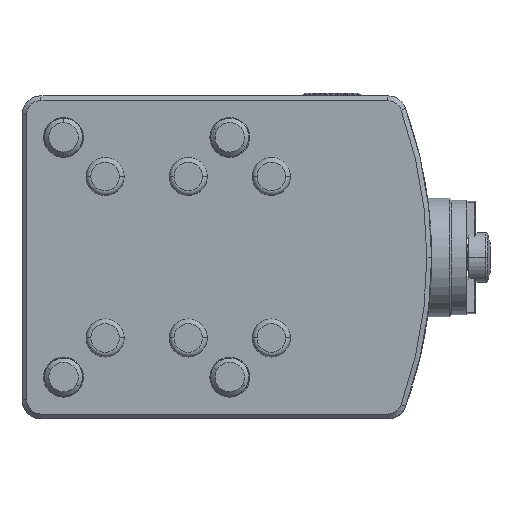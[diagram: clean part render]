
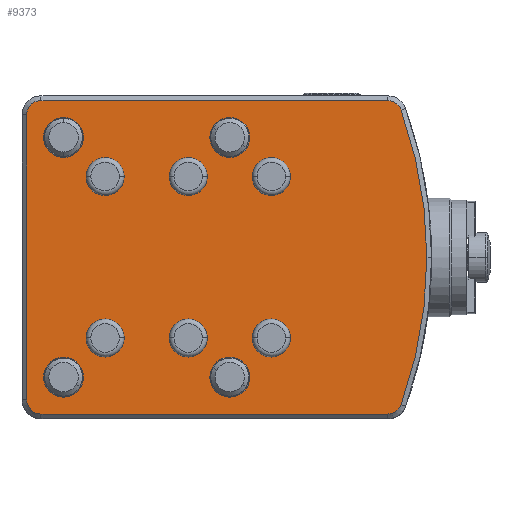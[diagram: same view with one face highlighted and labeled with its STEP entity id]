
A CAD part, top view. The second image highlights one B-rep face of the part: STEP entity #9373.
In plain terms, the highlighted planar face has unit normal (0, 0, 1).
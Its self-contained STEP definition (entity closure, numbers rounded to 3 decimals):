
#3747=VERTEX_POINT('NONE',#10856);
#3769=VERTEX_POINT('NONE',#10881);
#3933=EDGE_CURVE('NONE',#4503,#5121,#11060,.T.);
#4005=EDGE_CURVE('NONE',#9441,#7117,#11142,.T.);
#4115=VERTEX_POINT('NONE',#11266);
#4213=EDGE_CURVE('NONE',#4227,#5271,#11372,.T.);
#4221=EDGE_CURVE('NONE',#5667,#8929,#11381,.T.);
#4227=VERTEX_POINT('NONE',#11387);
#4255=VERTEX_POINT('NONE',#11415);
#4323=EDGE_CURVE('NONE',#8929,#5667,#11494,.T.);
#4503=VERTEX_POINT('NONE',#11689);
#4523=VERTEX_POINT('NONE',#11710);
#4545=EDGE_CURVE('NONE',#4791,#8495,#11735,.T.);
#4777=EDGE_CURVE('NONE',#5763,#7825,#11989,.T.);
#4791=VERTEX_POINT('NONE',#12005);
#5121=VERTEX_POINT('NONE',#12371);
#5187=EDGE_CURVE('NONE',#4523,#4255,#12443,.T.);
#5271=VERTEX_POINT('NONE',#12534);
#5417=VERTEX_POINT('NONE',#12697);
#5471=EDGE_CURVE('NONE',#9021,#7261,#12757,.T.);
#5497=EDGE_CURVE('NONE',#6951,#5417,#12785,.T.);
#5667=VERTEX_POINT('NONE',#12976);
#5763=VERTEX_POINT('NONE',#13085);
#5811=EDGE_CURVE('NONE',#3747,#9441,#13137,.T.);
#5847=VERTEX_POINT('NONE',#13175);
#5917=EDGE_CURVE('NONE',#8495,#4791,#13252,.T.);
#5991=EDGE_CURVE('NONE',#5121,#10073,#13329,.T.);
#6011=EDGE_CURVE('NONE',#9165,#5847,#13349,.T.);
#6219=EDGE_CURVE('NONE',#7825,#5763,#13591,.T.);
#6431=EDGE_CURVE('NONE',#3769,#7617,#13833,.T.);
#6951=VERTEX_POINT('NONE',#14407);
#7117=VERTEX_POINT('NONE',#14594);
#7261=VERTEX_POINT('NONE',#14760);
#7263=EDGE_CURVE('NONE',#10073,#3747,#14762,.T.);
#7275=EDGE_CURVE('NONE',#5271,#4227,#14775,.T.);
#7487=EDGE_CURVE('NONE',#7747,#4503,#15008,.T.);
#7513=EDGE_CURVE('NONE',#7617,#3769,#15039,.T.);
#7617=VERTEX_POINT('NONE',#15156);
#7747=VERTEX_POINT('NONE',#15304);
#7793=EDGE_CURVE('NONE',#10517,#8445,#15359,.T.);
#7825=VERTEX_POINT('NONE',#15399);
#7959=EDGE_CURVE('NONE',#8523,#4115,#15549,.T.);
#8315=EDGE_CURVE('NONE',#4255,#4523,#15949,.T.);
#8445=VERTEX_POINT('NONE',#16099);
#8495=VERTEX_POINT('NONE',#16161);
#8523=VERTEX_POINT('NONE',#16192);
#8625=EDGE_CURVE('NONE',#4115,#8523,#16305,.T.);
#8657=EDGE_CURVE('NONE',#7261,#9021,#16342,.T.);
#8837=EDGE_CURVE('NONE',#8445,#10517,#16544,.T.);
#8929=VERTEX_POINT('NONE',#16651);
#9021=VERTEX_POINT('NONE',#16755);
#9165=VERTEX_POINT('NONE',#16909);
#9373=ADVANCED_FACE('NONE',(#17132,#17133,#17134,#17135,#17136,#17137,#17138,#17139,#17140,#17141,#17142),#17143,.T.);
#9441=VERTEX_POINT('NONE',#17217);
#9969=EDGE_CURVE('NONE',#5847,#7747,#17807,.T.);
#10073=VERTEX_POINT('NONE',#17921);
#10219=EDGE_CURVE('NONE',#7117,#9165,#18084,.T.);
#10517=VERTEX_POINT('NONE',#18414);
#10597=EDGE_CURVE('NONE',#5417,#6951,#18502,.T.);
#10856=CARTESIAN_POINT('',(7.25,-30.0,0.0));
#10881=CARTESIAN_POINT('',(54.75,-17.0,0.0));
#11060=LINE('',#19138,#19139);
#11142=LINE('',#19252,#19253);
#11266=CARTESIAN_POINT('',(45.8,25.25,0.0));
#11372=CIRCLE('',#19585,4.2);
#11381=CIRCLE('',#19595,4.0);
#11387=CARTESIAN_POINT('',(19.2,25.25,0.0));
#11415=CARTESIAN_POINT('',(19.75,-17.0,0.0));
#11494=CIRCLE('',#19737,4.0);
#11689=CARTESIAN_POINT('',(83.26,33.0,0.0));
#11710=CARTESIAN_POINT('',(27.75,-17.0,0.0));
#11735=CIRCLE('',#20085,4.2);
#11989=CIRCLE('',#20443,4.2);
#12005=CARTESIAN_POINT('',(10.8,-25.25,0.0));
#12371=CARTESIAN_POINT('',(10.25,33.0,0.0));
#12443=CIRCLE('',#21083,4.0);
#12534=CARTESIAN_POINT('',(10.8,25.25,0.0));
#12697=CARTESIAN_POINT('',(45.25,-17.0,0.0));
#12757=CIRCLE('',#21535,4.0);
#12785=CIRCLE('',#21568,4.0);
#12976=CARTESIAN_POINT('',(45.25,17.0,0.0));
#13085=CARTESIAN_POINT('',(54.2,-25.25,0.0));
#13137=CIRCLE('',#22038,3.0);
#13175=CARTESIAN_POINT('',(91.5,0.0,0.0));
#13252=CIRCLE('',#22197,4.2);
#13329=CIRCLE('',#22339,3.0);
#13349=CIRCLE('',#22368,91.5);
#13591=CIRCLE('',#22701,4.2);
#13833=CIRCLE('',#23018,4.0);
#14407=CARTESIAN_POINT('',(37.25,-17.0,0.0));
#14594=CARTESIAN_POINT('',(83.26,-33.0,0.0));
#14760=CARTESIAN_POINT('',(19.75,17.0,0.0));
#14762=LINE('',#24330,#24331);
#14775=CIRCLE('',#24347,4.2);
#15008=CIRCLE('',#24675,3.0);
#15039=CIRCLE('',#24716,4.0);
#15156=CARTESIAN_POINT('',(62.75,-17.0,0.0));
#15304=CARTESIAN_POINT('',(86.083,31.017,0.0));
#15359=CIRCLE('',#25198,4.0);
#15399=CARTESIAN_POINT('',(45.8,-25.25,0.0));
#15549=CIRCLE('',#25453,4.2);
#15949=CIRCLE('',#26017,4.0);
#16099=CARTESIAN_POINT('',(54.75,17.0,0.0));
#16161=CARTESIAN_POINT('',(19.2,-25.25,0.0));
#16192=CARTESIAN_POINT('',(54.2,25.25,0.0));
#16305=CIRCLE('',#26562,4.2);
#16342=CIRCLE('',#26609,4.0);
#16544=CIRCLE('',#26917,4.0);
#16651=CARTESIAN_POINT('',(37.25,17.0,0.0));
#16755=CARTESIAN_POINT('',(27.75,17.0,0.0));
#16909=CARTESIAN_POINT('',(86.083,-31.017,0.0));
#17132=FACE_OUTER_BOUND('',#27761,.T.);
#17133=FACE_BOUND('',#27762,.T.);
#17134=FACE_BOUND('',#27763,.T.);
#17135=FACE_BOUND('',#27764,.T.);
#17136=FACE_BOUND('',#27765,.T.);
#17137=FACE_BOUND('',#27766,.T.);
#17138=FACE_BOUND('',#27767,.T.);
#17139=FACE_BOUND('',#27768,.T.);
#17140=FACE_BOUND('',#27769,.T.);
#17141=FACE_BOUND('',#27770,.T.);
#17142=FACE_BOUND('',#27771,.T.);
#17143=PLANE('',#27772);
#17217=CARTESIAN_POINT('',(10.25,-33.0,0.0));
#17807=CIRCLE('',#28726,91.5);
#17921=CARTESIAN_POINT('',(7.25,30.0,0.0));
#18084=CIRCLE('',#29133,3.0);
#18414=CARTESIAN_POINT('',(62.75,17.0,0.0));
#18502=CIRCLE('',#29735,4.0);
#19138=CARTESIAN_POINT('',(10.25,33.0,0.0));
#19139=VECTOR('',#30284,1000.0);
#19252=CARTESIAN_POINT('',(83.26,-33.0,0.0));
#19253=VECTOR('',#30388,1000.0);
#19585=AXIS2_PLACEMENT_3D('',#30665,#30666,#30667);
#19595=AXIS2_PLACEMENT_3D('',#30676,#30677,#30678);
#19737=AXIS2_PLACEMENT_3D('',#30795,#30796,#30797);
#20085=AXIS2_PLACEMENT_3D('',#31046,#31047,#31048);
#20443=AXIS2_PLACEMENT_3D('',#31274,#31275,#31276);
#21083=AXIS2_PLACEMENT_3D('',#31795,#31796,#31797);
#21535=AXIS2_PLACEMENT_3D('',#32170,#32171,#32172);
#21568=AXIS2_PLACEMENT_3D('',#32196,#32197,#32198);
#22038=AXIS2_PLACEMENT_3D('',#32623,#32624,#32625);
#22197=AXIS2_PLACEMENT_3D('',#32735,#32736,#32737);
#22339=AXIS2_PLACEMENT_3D('',#32805,#32806,#32807);
#22368=AXIS2_PLACEMENT_3D('',#32817,#32818,#32819);
#22701=AXIS2_PLACEMENT_3D('',#33189,#33190,#33191);
#23018=AXIS2_PLACEMENT_3D('',#33504,#33505,#33506);
#24330=CARTESIAN_POINT('',(7.25,-30.0,0.0));
#24331=VECTOR('',#34630,1000.0);
#24347=AXIS2_PLACEMENT_3D('',#34640,#34641,#34642);
#24675=AXIS2_PLACEMENT_3D('',#34942,#34943,#34944);
#24716=AXIS2_PLACEMENT_3D('',#34986,#34987,#34988);
#25198=AXIS2_PLACEMENT_3D('',#35441,#35442,#35443);
#25453=AXIS2_PLACEMENT_3D('',#35709,#35710,#35711);
#26017=AXIS2_PLACEMENT_3D('',#36203,#36204,#36205);
#26562=AXIS2_PLACEMENT_3D('',#36709,#36710,#36711);
#26609=AXIS2_PLACEMENT_3D('',#36805,#36806,#36807);
#26917=AXIS2_PLACEMENT_3D('',#37035,#37036,#37037);
#27761=EDGE_LOOP('',(#37647,#37648,#37649,#37650,#37651,#37652,#37653,#37654,#37655));
#27762=EDGE_LOOP('',(#37656,#37657));
#27763=EDGE_LOOP('',(#37658,#37659));
#27764=EDGE_LOOP('',(#37660,#37661));
#27765=EDGE_LOOP('',(#37662,#37663));
#27766=EDGE_LOOP('',(#37664,#37665));
#27767=EDGE_LOOP('',(#37666,#37667));
#27768=EDGE_LOOP('',(#37668,#37669));
#27769=EDGE_LOOP('',(#37670,#37671));
#27770=EDGE_LOOP('',(#37672,#37673));
#27771=EDGE_LOOP('',(#37674,#37675));
#27772=AXIS2_PLACEMENT_3D('',#37676,#37677,#37678);
#28726=AXIS2_PLACEMENT_3D('',#38455,#38456,#38457);
#29133=AXIS2_PLACEMENT_3D('',#38789,#38790,#38791);
#29735=AXIS2_PLACEMENT_3D('',#39289,#39290,#39291);
#30284=DIRECTION('',(-1.0,0.,-0.0));
#30388=DIRECTION('',(1.0,0.,0.0));
#30665=CARTESIAN_POINT('',(15.0,25.25,0.0));
#30666=DIRECTION('',(0.0,0.0,-1.0));
#30667=DIRECTION('',(-1.0,0.0,0.0));
#30676=CARTESIAN_POINT('',(41.25,17.0,0.0));
#30677=DIRECTION('',(0.0,0.0,1.0));
#30678=DIRECTION('',(-1.0,0.0,0.0));
#30795=CARTESIAN_POINT('',(41.25,17.0,0.0));
#30796=DIRECTION('',(0.0,0.0,1.0));
#30797=DIRECTION('',(-1.0,0.0,0.0));
#31046=CARTESIAN_POINT('',(15.0,-25.25,0.0));
#31047=DIRECTION('',(0.0,0.0,1.0));
#31048=DIRECTION('',(-1.0,0.0,0.0));
#31274=CARTESIAN_POINT('',(50.0,-25.25,0.0));
#31275=DIRECTION('',(0.0,0.0,1.0));
#31276=DIRECTION('',(-1.0,0.0,0.0));
#31795=CARTESIAN_POINT('',(23.75,-17.0,0.0));
#31796=DIRECTION('',(0.0,0.0,1.0));
#31797=DIRECTION('',(-1.0,0.0,0.0));
#32170=CARTESIAN_POINT('',(23.75,17.0,0.0));
#32171=DIRECTION('',(0.0,0.0,1.0));
#32172=DIRECTION('',(-1.0,0.0,0.0));
#32196=CARTESIAN_POINT('',(41.25,-17.0,0.0));
#32197=DIRECTION('',(0.0,0.0,1.0));
#32198=DIRECTION('',(-1.0,0.0,0.0));
#32623=CARTESIAN_POINT('',(10.25,-30.0,0.0));
#32624=DIRECTION('',(0.0,0.0,1.0));
#32625=DIRECTION('',(-1.0,0.0,0.0));
#32735=CARTESIAN_POINT('',(15.0,-25.25,0.0));
#32736=DIRECTION('',(0.0,0.0,1.0));
#32737=DIRECTION('',(-1.0,0.0,0.0));
#32805=CARTESIAN_POINT('',(10.25,30.0,0.0));
#32806=DIRECTION('',(0.0,0.0,1.0));
#32807=DIRECTION('',(-1.0,0.0,0.0));
#32817=CARTESIAN_POINT('',(0.0,0.0,0.0));
#32818=DIRECTION('',(0.0,0.0,1.0));
#32819=DIRECTION('',(-1.0,0.0,0.0));
#33189=CARTESIAN_POINT('',(50.0,-25.25,0.0));
#33190=DIRECTION('',(0.0,0.0,1.0));
#33191=DIRECTION('',(-1.0,0.0,0.0));
#33504=CARTESIAN_POINT('',(58.75,-17.0,0.0));
#33505=DIRECTION('',(0.0,0.0,1.0));
#33506=DIRECTION('',(-1.0,0.0,0.0));
#34630=DIRECTION('',(0.0,-1.0,0.0));
#34640=CARTESIAN_POINT('',(15.0,25.25,0.0));
#34641=DIRECTION('',(0.0,0.0,-1.0));
#34642=DIRECTION('',(-1.0,0.0,0.0));
#34942=CARTESIAN_POINT('',(83.26,30.0,0.0));
#34943=DIRECTION('',(0.0,0.0,1.0));
#34944=DIRECTION('',(-1.0,0.0,0.0));
#34986=CARTESIAN_POINT('',(58.75,-17.0,0.0));
#34987=DIRECTION('',(0.0,0.0,1.0));
#34988=DIRECTION('',(-1.0,0.0,0.0));
#35441=CARTESIAN_POINT('',(58.75,17.0,0.0));
#35442=DIRECTION('',(0.0,0.0,1.0));
#35443=DIRECTION('',(-1.0,0.0,0.0));
#35709=CARTESIAN_POINT('',(50.0,25.25,0.0));
#35710=DIRECTION('',(0.0,0.0,-1.0));
#35711=DIRECTION('',(-1.0,0.0,0.0));
#36203=CARTESIAN_POINT('',(23.75,-17.0,0.0));
#36204=DIRECTION('',(0.0,0.0,1.0));
#36205=DIRECTION('',(-1.0,0.0,0.0));
#36709=CARTESIAN_POINT('',(50.0,25.25,0.0));
#36710=DIRECTION('',(0.0,0.0,-1.0));
#36711=DIRECTION('',(-1.0,0.0,0.0));
#36805=CARTESIAN_POINT('',(23.75,17.0,0.0));
#36806=DIRECTION('',(0.0,0.0,1.0));
#36807=DIRECTION('',(-1.0,0.0,0.0));
#37035=CARTESIAN_POINT('',(58.75,17.0,0.0));
#37036=DIRECTION('',(0.0,0.0,1.0));
#37037=DIRECTION('',(-1.0,0.0,0.0));
#37647=ORIENTED_EDGE('',*,*,#7263,.T.);
#37648=ORIENTED_EDGE('',*,*,#5811,.T.);
#37649=ORIENTED_EDGE('',*,*,#4005,.T.);
#37650=ORIENTED_EDGE('',*,*,#10219,.T.);
#37651=ORIENTED_EDGE('',*,*,#6011,.T.);
#37652=ORIENTED_EDGE('',*,*,#9969,.T.);
#37653=ORIENTED_EDGE('',*,*,#7487,.T.);
#37654=ORIENTED_EDGE('',*,*,#3933,.T.);
#37655=ORIENTED_EDGE('',*,*,#5991,.T.);
#37656=ORIENTED_EDGE('',*,*,#8837,.F.);
#37657=ORIENTED_EDGE('',*,*,#7793,.F.);
#37658=ORIENTED_EDGE('',*,*,#6431,.F.);
#37659=ORIENTED_EDGE('',*,*,#7513,.F.);
#37660=ORIENTED_EDGE('',*,*,#4323,.F.);
#37661=ORIENTED_EDGE('',*,*,#4221,.F.);
#37662=ORIENTED_EDGE('',*,*,#5497,.F.);
#37663=ORIENTED_EDGE('',*,*,#10597,.F.);
#37664=ORIENTED_EDGE('',*,*,#8657,.F.);
#37665=ORIENTED_EDGE('',*,*,#5471,.F.);
#37666=ORIENTED_EDGE('',*,*,#8315,.F.);
#37667=ORIENTED_EDGE('',*,*,#5187,.F.);
#37668=ORIENTED_EDGE('',*,*,#8625,.T.);
#37669=ORIENTED_EDGE('',*,*,#7959,.T.);
#37670=ORIENTED_EDGE('',*,*,#7275,.T.);
#37671=ORIENTED_EDGE('',*,*,#4213,.T.);
#37672=ORIENTED_EDGE('',*,*,#6219,.F.);
#37673=ORIENTED_EDGE('',*,*,#4777,.F.);
#37674=ORIENTED_EDGE('',*,*,#4545,.F.);
#37675=ORIENTED_EDGE('',*,*,#5917,.F.);
#37676=CARTESIAN_POINT('',(0.0,0.0,0.0));
#37677=DIRECTION('',(0.0,-0.0,1.0));
#37678=DIRECTION('',(0.0,1.0,0.0));
#38455=CARTESIAN_POINT('',(0.0,0.0,0.0));
#38456=DIRECTION('',(0.0,0.0,1.0));
#38457=DIRECTION('',(-1.0,0.0,0.0));
#38789=CARTESIAN_POINT('',(83.26,-30.0,0.0));
#38790=DIRECTION('',(0.0,0.0,1.0));
#38791=DIRECTION('',(-1.0,0.0,0.0));
#39289=CARTESIAN_POINT('',(41.25,-17.0,0.0));
#39290=DIRECTION('',(0.0,0.0,1.0));
#39291=DIRECTION('',(-1.0,0.0,0.0));
